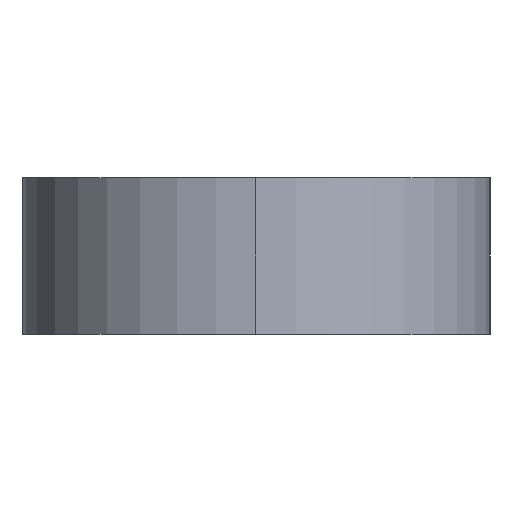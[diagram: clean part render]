
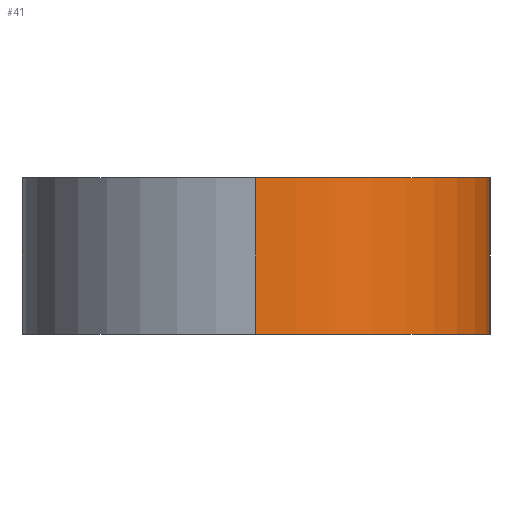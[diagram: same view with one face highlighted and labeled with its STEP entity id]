
A CAD part, left-side view. The second image highlights one B-rep face of the part: STEP entity #41.
In plain terms, the highlighted cylindrical face has radius 4.5 mm (diameter 9 mm), a partial arc.
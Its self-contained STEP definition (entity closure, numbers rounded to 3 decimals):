
#1 = ORIENTED_EDGE ( 'NONE', *, *, #157, .F. ) ;
#41 = ADVANCED_FACE ( 'NONE', ( #339 ), #94, .T. ) ;
#45 = ORIENTED_EDGE ( 'NONE', *, *, #265, .F. ) ;
#60 = ORIENTED_EDGE ( 'NONE', *, *, #175, .T. ) ;
#63 = CARTESIAN_POINT ( 'NONE',  ( -110., 0., 0. ) ) ;
#70 = VECTOR ( 'NONE', #98, 1000. ) ;
#72 = EDGE_CURVE ( 'NONE', #102, #216, #80, .T. ) ;
#80 = CIRCLE ( 'NONE', #394, 4.5 ) ;
#92 = AXIS2_PLACEMENT_3D ( 'NONE', #131, #386, #133 ) ;
#94 = CYLINDRICAL_SURFACE ( 'NONE', #92, 4.5 ) ;
#95 = CARTESIAN_POINT ( 'NONE',  ( -106.646, -3., 3. ) ) ;
#98 = DIRECTION ( 'NONE',  ( 0., 0., -1. ) ) ;
#102 = VERTEX_POINT ( 'NONE', #130 ) ;
#110 = VERTEX_POINT ( 'NONE', #393 ) ;
#121 = VERTEX_POINT ( 'NONE', #95 ) ;
#130 = CARTESIAN_POINT ( 'NONE',  ( -114.5, 0., 0. ) ) ;
#131 = CARTESIAN_POINT ( 'NONE',  ( -110., 0., 3. ) ) ;
#133 = DIRECTION ( 'NONE',  ( -1., 0., 0. ) ) ;
#157 = EDGE_CURVE ( 'NONE', #121, #216, #415, .T. ) ;
#160 = LINE ( 'NONE', #257, #70 ) ;
#164 = DIRECTION ( 'NONE',  ( 1., 0., 0. ) ) ;
#175 = EDGE_CURVE ( 'NONE', #110, #102, #160, .T. ) ;
#216 = VERTEX_POINT ( 'NONE', #235 ) ;
#235 = CARTESIAN_POINT ( 'NONE',  ( -106.646, -3., 0. ) ) ;
#242 = EDGE_LOOP ( 'NONE', ( #45, #60, #368, #1 ) ) ;
#249 = AXIS2_PLACEMENT_3D ( 'NONE', #333, #263, #423 ) ;
#255 = VECTOR ( 'NONE', #322, 1000. ) ;
#257 = CARTESIAN_POINT ( 'NONE',  ( -114.5, 0., 3. ) ) ;
#258 = CARTESIAN_POINT ( 'NONE',  ( -106.646, -3., 3. ) ) ;
#263 = DIRECTION ( 'NONE',  ( 0., 0., 1. ) ) ;
#265 = EDGE_CURVE ( 'NONE', #110, #121, #334, .T. ) ;
#322 = DIRECTION ( 'NONE',  ( 0., 0., -1. ) ) ;
#327 = DIRECTION ( 'NONE',  ( 0., 0., 1. ) ) ;
#333 = CARTESIAN_POINT ( 'NONE',  ( -110., 0., 3. ) ) ;
#334 = CIRCLE ( 'NONE', #249, 4.5 ) ;
#339 = FACE_OUTER_BOUND ( 'NONE', #242, .T. ) ;
#368 = ORIENTED_EDGE ( 'NONE', *, *, #72, .T. ) ;
#386 = DIRECTION ( 'NONE',  ( 0., 0., -1. ) ) ;
#393 = CARTESIAN_POINT ( 'NONE',  ( -114.5, 0., 3. ) ) ;
#394 = AXIS2_PLACEMENT_3D ( 'NONE', #63, #327, #164 ) ;
#415 = LINE ( 'NONE', #258, #255 ) ;
#423 = DIRECTION ( 'NONE',  ( 1., 0., 0. ) ) ;
